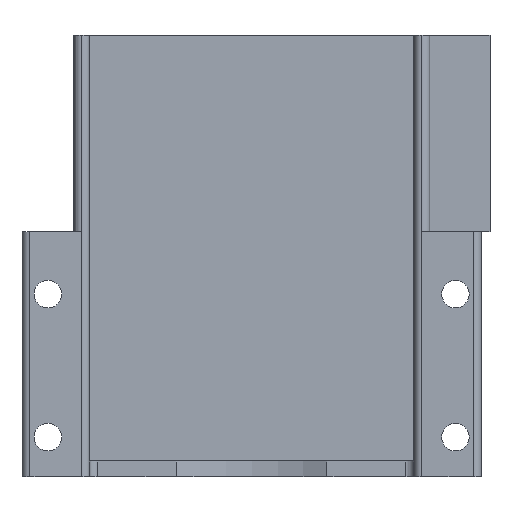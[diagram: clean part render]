
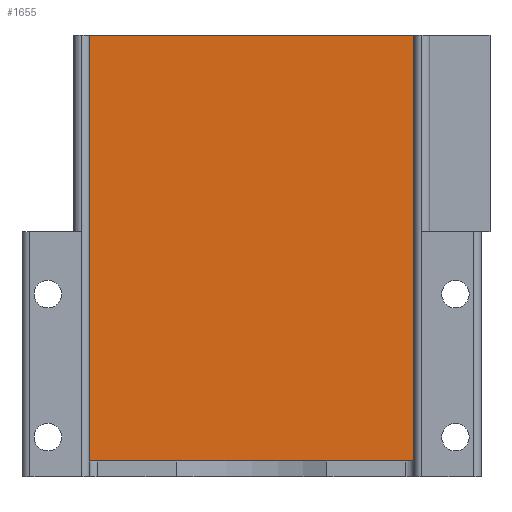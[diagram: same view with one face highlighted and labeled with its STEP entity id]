
A CAD part, front view. The second image highlights one B-rep face of the part: STEP entity #1655.
In plain terms, the highlighted planar face has unit normal (0, -1, 0).
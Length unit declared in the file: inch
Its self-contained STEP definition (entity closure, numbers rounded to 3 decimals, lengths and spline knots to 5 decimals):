
#5 = FACE_OUTER_BOUND ( 'NONE', #479, .T. ) ;
#62 = ORIENTED_EDGE ( 'NONE', *, *, #1432, .T. ) ;
#118 = EDGE_CURVE ( 'NONE', #376, #1303, #1486, .T. ) ;
#244 = VECTOR ( 'NONE', #895, 39.37008 ) ;
#376 = VERTEX_POINT ( 'NONE', #1044 ) ;
#420 = ORIENTED_EDGE ( 'NONE', *, *, #667, .F. ) ;
#436 = CARTESIAN_POINT ( 'NONE',  ( -1.02, 1., 2.78 ) ) ;
#457 = VERTEX_POINT ( 'NONE', #1060 ) ;
#479 = EDGE_LOOP ( 'NONE', ( #709, #420, #939, #62 ) ) ;
#491 = LINE ( 'NONE', #1000, #1308 ) ;
#498 = DIRECTION ( 'NONE',  ( 0., 1., 0. ) ) ;
#521 = VERTEX_POINT ( 'NONE', #436 ) ;
#597 = VECTOR ( 'NONE', #981, 39.37008 ) ;
#606 = DIRECTION ( 'NONE',  ( 0., 0., -1. ) ) ;
#636 = CARTESIAN_POINT ( 'NONE',  ( -1.02, 1., 0.1 ) ) ;
#667 = EDGE_CURVE ( 'NONE', #457, #376, #1137, .T. ) ;
#681 = EDGE_CURVE ( 'NONE', #521, #457, #1131, .T. ) ;
#691 = CARTESIAN_POINT ( 'NONE',  ( 1.02, 1., 0.1 ) ) ;
#709 = ORIENTED_EDGE ( 'NONE', *, *, #118, .F. ) ;
#893 = DIRECTION ( 'NONE',  ( 0., 0., 1. ) ) ;
#895 = DIRECTION ( 'NONE',  ( 1., 0., 0. ) ) ;
#939 = ORIENTED_EDGE ( 'NONE', *, *, #681, .F. ) ;
#981 = DIRECTION ( 'NONE',  ( -1., 0., 0. ) ) ;
#1000 = CARTESIAN_POINT ( 'NONE',  ( -1.02, 1., 2.78 ) ) ;
#1044 = CARTESIAN_POINT ( 'NONE',  ( 1.02, 1., 0.1 ) ) ;
#1060 = CARTESIAN_POINT ( 'NONE',  ( 1.02, 1., 2.78 ) ) ;
#1131 = LINE ( 'NONE', #1391, #244 ) ;
#1137 = LINE ( 'NONE', #1271, #1580 ) ;
#1271 = CARTESIAN_POINT ( 'NONE',  ( 1.02, 1., 2.78 ) ) ;
#1303 = VERTEX_POINT ( 'NONE', #636 ) ;
#1308 = VECTOR ( 'NONE', #1510, 39.37008 ) ;
#1391 = CARTESIAN_POINT ( 'NONE',  ( 1.02, 1., 2.78 ) ) ;
#1412 = PLANE ( 'NONE',  #1491 ) ;
#1432 = EDGE_CURVE ( 'NONE', #521, #1303, #491, .T. ) ;
#1486 = LINE ( 'NONE', #691, #597 ) ;
#1491 = AXIS2_PLACEMENT_3D ( 'NONE', #1544, #498, #893 ) ;
#1510 = DIRECTION ( 'NONE',  ( 0., 0., -1. ) ) ;
#1544 = CARTESIAN_POINT ( 'NONE',  ( 1.02, 1., 2.78 ) ) ;
#1580 = VECTOR ( 'NONE', #606, 39.37008 ) ;
#1655 = ADVANCED_FACE ( 'NONE', ( #5 ), #1412, .F. ) ;
